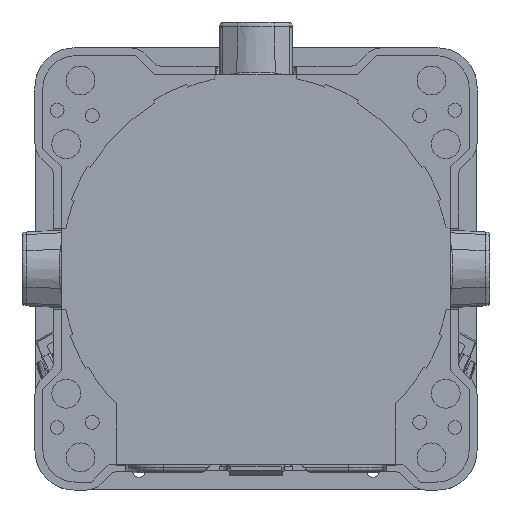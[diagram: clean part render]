
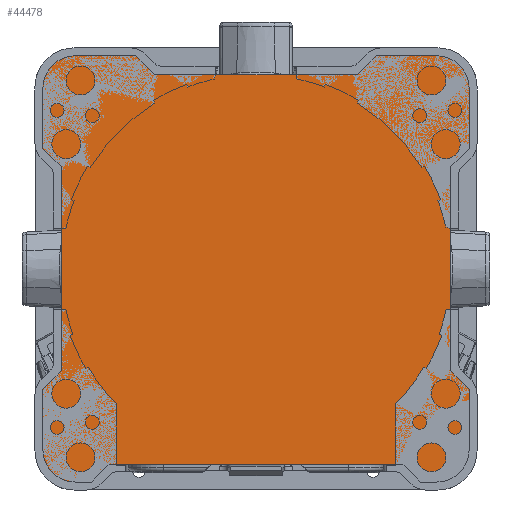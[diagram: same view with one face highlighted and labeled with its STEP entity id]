
A CAD part, left-side view. The second image highlights one B-rep face of the part: STEP entity #44478.
In plain terms, the highlighted planar face has unit normal (-1, 0, 0).
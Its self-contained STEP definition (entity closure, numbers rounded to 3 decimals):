
#3613=LINE('',#94559,#5625);
#3617=LINE('',#94567,#5629);
#3619=LINE('',#94571,#5631);
#3622=LINE('',#94577,#5634);
#3626=LINE('',#94585,#5638);
#3628=LINE('',#94589,#5640);
#3631=LINE('',#94595,#5643);
#3635=LINE('',#94603,#5647);
#3637=LINE('',#94607,#5649);
#3640=LINE('',#94613,#5652);
#3644=LINE('',#94621,#5656);
#3646=LINE('',#94625,#5658);
#3649=LINE('',#94632,#5661);
#3650=LINE('',#94633,#5662);
#3651=LINE('',#94635,#5663);
#3652=LINE('',#94636,#5664);
#3653=LINE('',#94638,#5665);
#3654=LINE('',#94639,#5666);
#3655=LINE('',#94641,#5667);
#3656=LINE('',#94642,#5668);
#5625=VECTOR('',#57203,1000.);
#5629=VECTOR('',#57209,1000.);
#5631=VECTOR('',#57213,1000.);
#5634=VECTOR('',#57218,1000.);
#5638=VECTOR('',#57224,1000.);
#5640=VECTOR('',#57228,1000.);
#5643=VECTOR('',#57233,1000.);
#5647=VECTOR('',#57239,1000.);
#5649=VECTOR('',#57243,1000.);
#5652=VECTOR('',#57248,1000.);
#5656=VECTOR('',#57254,1000.);
#5658=VECTOR('',#57258,1000.);
#5661=VECTOR('',#57265,1000.);
#5662=VECTOR('',#57266,1000.);
#5663=VECTOR('',#57269,1000.);
#5664=VECTOR('',#57270,1000.);
#5665=VECTOR('',#57273,1000.);
#5666=VECTOR('',#57274,1000.);
#5667=VECTOR('',#57277,1000.);
#5668=VECTOR('',#57278,1000.);
#6712=PLANE('',#48303);
#8675=CIRCLE('',#48304,12.5);
#8676=CIRCLE('',#48305,12.5);
#8677=CIRCLE('',#48306,12.5);
#8678=CIRCLE('',#48307,12.5);
#20714=ORIENTED_EDGE('',*,*,#28399,.T.);
#20715=ORIENTED_EDGE('',*,*,#28404,.T.);
#20716=ORIENTED_EDGE('',*,*,#28401,.T.);
#20717=ORIENTED_EDGE('',*,*,#28405,.T.);
#20718=ORIENTED_EDGE('',*,*,#28368,.T.);
#20719=ORIENTED_EDGE('',*,*,#28406,.T.);
#20720=ORIENTED_EDGE('',*,*,#28372,.T.);
#20721=ORIENTED_EDGE('',*,*,#28407,.T.);
#20722=ORIENTED_EDGE('',*,*,#28374,.T.);
#20723=ORIENTED_EDGE('',*,*,#28408,.T.);
#20724=ORIENTED_EDGE('',*,*,#28377,.T.);
#20725=ORIENTED_EDGE('',*,*,#28409,.T.);
#20726=ORIENTED_EDGE('',*,*,#28381,.T.);
#20727=ORIENTED_EDGE('',*,*,#28410,.T.);
#20728=ORIENTED_EDGE('',*,*,#28383,.T.);
#20729=ORIENTED_EDGE('',*,*,#28411,.T.);
#20730=ORIENTED_EDGE('',*,*,#28386,.T.);
#20731=ORIENTED_EDGE('',*,*,#28412,.T.);
#20732=ORIENTED_EDGE('',*,*,#28390,.T.);
#20733=ORIENTED_EDGE('',*,*,#28413,.T.);
#20734=ORIENTED_EDGE('',*,*,#28392,.T.);
#20735=ORIENTED_EDGE('',*,*,#28414,.T.);
#20736=ORIENTED_EDGE('',*,*,#28395,.T.);
#20737=ORIENTED_EDGE('',*,*,#28415,.T.);
#28368=EDGE_CURVE('',#32935,#32936,#3613,.T.);
#28372=EDGE_CURVE('',#32938,#32937,#3617,.T.);
#28374=EDGE_CURVE('',#32939,#32940,#3619,.T.);
#28377=EDGE_CURVE('',#32941,#32942,#3622,.T.);
#28381=EDGE_CURVE('',#32944,#32943,#3626,.T.);
#28383=EDGE_CURVE('',#32945,#32946,#3628,.T.);
#28386=EDGE_CURVE('',#32947,#32948,#3631,.T.);
#28390=EDGE_CURVE('',#32950,#32949,#3635,.T.);
#28392=EDGE_CURVE('',#32951,#32952,#3637,.T.);
#28395=EDGE_CURVE('',#32953,#32954,#3640,.T.);
#28399=EDGE_CURVE('',#32956,#32955,#3644,.T.);
#28401=EDGE_CURVE('',#32957,#32958,#3646,.T.);
#28404=EDGE_CURVE('',#32955,#32957,#8675,.F.);
#28405=EDGE_CURVE('',#32958,#32935,#3649,.F.);
#28406=EDGE_CURVE('',#32936,#32938,#3650,.F.);
#28407=EDGE_CURVE('',#32937,#32939,#8676,.F.);
#28408=EDGE_CURVE('',#32940,#32941,#3651,.F.);
#28409=EDGE_CURVE('',#32942,#32944,#3652,.F.);
#28410=EDGE_CURVE('',#32943,#32945,#8677,.F.);
#28411=EDGE_CURVE('',#32946,#32947,#3653,.F.);
#28412=EDGE_CURVE('',#32948,#32950,#3654,.F.);
#28413=EDGE_CURVE('',#32949,#32951,#8678,.F.);
#28414=EDGE_CURVE('',#32952,#32953,#3655,.F.);
#28415=EDGE_CURVE('',#32954,#32956,#3656,.F.);
#32935=VERTEX_POINT('',#94560);
#32936=VERTEX_POINT('',#94561);
#32937=VERTEX_POINT('',#94566);
#32938=VERTEX_POINT('',#94568);
#32939=VERTEX_POINT('',#94572);
#32940=VERTEX_POINT('',#94573);
#32941=VERTEX_POINT('',#94578);
#32942=VERTEX_POINT('',#94579);
#32943=VERTEX_POINT('',#94584);
#32944=VERTEX_POINT('',#94586);
#32945=VERTEX_POINT('',#94590);
#32946=VERTEX_POINT('',#94591);
#32947=VERTEX_POINT('',#94596);
#32948=VERTEX_POINT('',#94597);
#32949=VERTEX_POINT('',#94602);
#32950=VERTEX_POINT('',#94604);
#32951=VERTEX_POINT('',#94608);
#32952=VERTEX_POINT('',#94609);
#32953=VERTEX_POINT('',#94614);
#32954=VERTEX_POINT('',#94615);
#32955=VERTEX_POINT('',#94620);
#32956=VERTEX_POINT('',#94622);
#32957=VERTEX_POINT('',#94626);
#32958=VERTEX_POINT('',#94627);
#38504=EDGE_LOOP('',(#20714,#20715,#20716,#20717,#20718,#20719,#20720,#20721,
#20722,#20723,#20724,#20725,#20726,#20727,#20728,#20729,#20730,#20731,#20732,
#20733,#20734,#20735,#20736,#20737));
#41459=FACE_BOUND('',#38504,.T.);
#44478=ADVANCED_FACE('',(#41459),#6712,.F.);
#48303=AXIS2_PLACEMENT_3D('',#94630,#57261,#57262);
#48304=AXIS2_PLACEMENT_3D('',#94631,#57263,#57264);
#48305=AXIS2_PLACEMENT_3D('',#94634,#57267,#57268);
#48306=AXIS2_PLACEMENT_3D('',#94637,#57271,#57272);
#48307=AXIS2_PLACEMENT_3D('',#94640,#57275,#57276);
#57203=DIRECTION('',(0.,-1.,0.));
#57209=DIRECTION('',(0.,-1.,0.));
#57213=DIRECTION('',(0.,0.,1.));
#57218=DIRECTION('',(0.,0.,1.));
#57224=DIRECTION('',(0.,0.,1.));
#57228=DIRECTION('',(0.,1.,0.));
#57233=DIRECTION('',(0.,1.,0.));
#57239=DIRECTION('',(0.,1.,0.));
#57243=DIRECTION('',(0.,0.,-1.));
#57248=DIRECTION('',(0.,0.,-1.));
#57254=DIRECTION('',(0.,0.,-1.));
#57258=DIRECTION('',(0.,-1.,0.));
#57261=DIRECTION('',(1.,0.,0.));
#57262=DIRECTION('',(0.,-1.,0.));
#57263=DIRECTION('',(1.,0.,0.));
#57264=DIRECTION('',(0.,-1.,0.));
#57265=DIRECTION('',(0.,0.707,-0.707));
#57266=DIRECTION('',(0.,0.707,0.707));
#57267=DIRECTION('',(1.,0.,0.));
#57268=DIRECTION('',(0.,-1.,0.));
#57269=DIRECTION('',(0.,-0.707,-0.707));
#57270=DIRECTION('',(0.,0.707,-0.707));
#57271=DIRECTION('',(1.,0.,0.));
#57272=DIRECTION('',(0.,-1.,0.));
#57273=DIRECTION('',(0.,-0.707,0.707));
#57274=DIRECTION('',(0.,-0.707,-0.707));
#57275=DIRECTION('',(1.,0.,0.));
#57276=DIRECTION('',(0.,-1.,0.));
#57277=DIRECTION('',(0.,0.707,0.707));
#57278=DIRECTION('',(0.,-0.707,0.707));
#94559=CARTESIAN_POINT('',(-25.25,-89.471,42.779));
#94560=CARTESIAN_POINT('',(-25.25,-90.921,42.779));
#94561=CARTESIAN_POINT('',(-25.25,-204.021,42.779));
#94566=CARTESIAN_POINT('',(-25.25,-216.971,36.029));
#94567=CARTESIAN_POINT('',(-25.25,-205.471,36.029));
#94568=CARTESIAN_POINT('',(-25.25,-210.771,36.029));
#94571=CARTESIAN_POINT('',(-25.25,-229.471,36.029));
#94572=CARTESIAN_POINT('',(-25.25,-229.471,48.529));
#94573=CARTESIAN_POINT('',(-25.25,-229.471,71.779));
#94577=CARTESIAN_POINT('',(-25.25,-222.471,77.279));
#94578=CARTESIAN_POINT('',(-25.25,-222.471,78.779));
#94579=CARTESIAN_POINT('',(-25.25,-222.471,157.279));
#94584=CARTESIAN_POINT('',(-25.25,-229.471,187.529));
#94585=CARTESIAN_POINT('',(-25.25,-229.471,158.779));
#94586=CARTESIAN_POINT('',(-25.25,-229.471,164.279));
#94589=CARTESIAN_POINT('',(-25.25,-229.471,200.029));
#94590=CARTESIAN_POINT('',(-25.25,-216.971,200.029));
#94591=CARTESIAN_POINT('',(-25.25,-193.721,200.029));
#94595=CARTESIAN_POINT('',(-25.25,-188.221,192.779));
#94596=CARTESIAN_POINT('',(-25.25,-186.471,192.779));
#94597=CARTESIAN_POINT('',(-25.25,-108.471,192.779));
#94602=CARTESIAN_POINT('',(-25.25,-77.971,200.029));
#94603=CARTESIAN_POINT('',(-25.25,-106.721,200.029));
#94604=CARTESIAN_POINT('',(-25.25,-101.221,200.029));
#94607=CARTESIAN_POINT('',(-25.25,-65.471,200.029));
#94608=CARTESIAN_POINT('',(-25.25,-65.471,187.529));
#94609=CARTESIAN_POINT('',(-25.25,-65.471,164.279));
#94613=CARTESIAN_POINT('',(-25.25,-72.471,158.779));
#94614=CARTESIAN_POINT('',(-25.25,-72.471,157.279));
#94615=CARTESIAN_POINT('',(-25.25,-72.471,78.779));
#94620=CARTESIAN_POINT('',(-25.25,-65.471,48.529));
#94621=CARTESIAN_POINT('',(-25.25,-65.471,77.279));
#94622=CARTESIAN_POINT('',(-25.25,-65.471,71.779));
#94625=CARTESIAN_POINT('',(-25.25,-65.471,36.029));
#94626=CARTESIAN_POINT('',(-25.25,-77.971,36.029));
#94627=CARTESIAN_POINT('',(-25.25,-84.171,36.029));
#94630=CARTESIAN_POINT('',(-25.25,-218.971,118.029));
#94631=CARTESIAN_POINT('',(-25.25,-77.971,48.529));
#94632=CARTESIAN_POINT('',(-25.25,-84.171,36.029));
#94633=CARTESIAN_POINT('',(-25.25,-205.471,41.329));
#94634=CARTESIAN_POINT('',(-25.25,-216.971,48.529));
#94635=CARTESIAN_POINT('',(-25.25,-229.471,71.779));
#94636=CARTESIAN_POINT('',(-25.25,-223.971,158.779));
#94637=CARTESIAN_POINT('',(-25.25,-216.971,187.529));
#94638=CARTESIAN_POINT('',(-25.25,-193.721,200.029));
#94639=CARTESIAN_POINT('',(-25.25,-106.721,194.529));
#94640=CARTESIAN_POINT('',(-25.25,-77.971,187.529));
#94641=CARTESIAN_POINT('',(-25.25,-65.471,164.279));
#94642=CARTESIAN_POINT('',(-25.25,-70.971,77.279));
